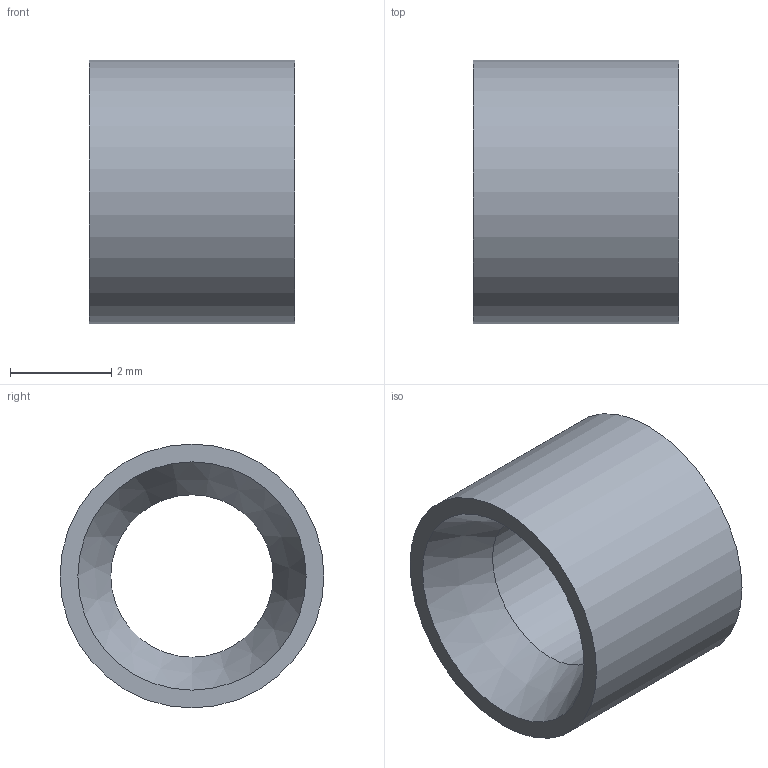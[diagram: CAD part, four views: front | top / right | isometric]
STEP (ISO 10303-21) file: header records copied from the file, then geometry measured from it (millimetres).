
FILE_DESCRIPTION(/* description */ (''),/* implementation_level */ '2;1');
FILE_NAME(/* name */ 'CLAMP TUBE.step',/* time_stamp */ '2020-10-12T15:12:41+02:00',/* author */ (''),/* organization */ (''),/* preprocessor_version */ 'ST-DEVELOPER v18.1',/* originating_system */ 'Autodesk Translation Framework v9.3.0.1241',/* authorisation */ '');
FILE_SCHEMA (('AUTOMOTIVE_DESIGN { 1 0 10303 214 3 1 1 }'));
Length unit declared in the file: millimetre
Products named in the file (1): incisionneur version 12
Bounding box: 4.05 x 5.2 x 5.2 mm (x, y, z)
Volume: 48.7 mm3; surface area: 130 mm2
Topology: 1 solids, 1 shells, 5 faces, 8 edges, 5 vertices
Faces by surface type: cylinder 2, plane 2, cone 1
Full cylindrical faces by diameter (mm): 3.2 x1, 5.2 x1
Entity records: 254 total; most frequent: DIRECTION 25, CARTESIAN_POINT 19, ORIENTED_EDGE 16, PRESENTATION_STYLE_ASSIGNMENT 15, SURFACE_STYLE_USAGE 15, SURFACE_SIDE_STYLE 15, SURFACE_STYLE_FILL_AREA 15, FILL_AREA_STYLE 15
